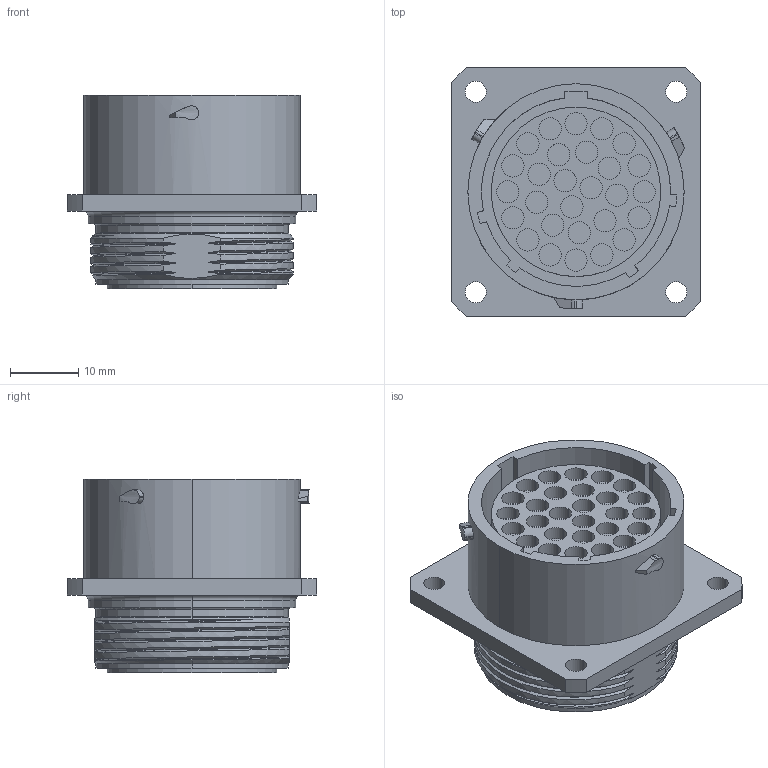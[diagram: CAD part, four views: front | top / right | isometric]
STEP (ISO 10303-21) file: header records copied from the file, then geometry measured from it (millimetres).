
FILE_DESCRIPTION((''),'2;1');
FILE_NAME('UT002028S-CATA_SW_ASM','2010-12-03T',('Gsineau'),(''),'PRO/ENGINEER BY PARAMETRIC TECHNOLOGY CORPORATION, 2010140','PRO/ENGINEER BY PARAMETRIC TECHNOLOGY CORPORATION, 2010140','');
FILE_SCHEMA(('CONFIG_CONTROL_DESIGN'));
Length unit declared in the file: inch
Products named in the file (1): UT002028S-CATA_SW_ASM
Bounding box: 36.52 x 36.52 x 28.33 mm (x, y, z)
Volume: 18781.8 mm3; surface area: 8675 mm2
Topology: 1 solids, 1 shells, 310 faces, 717 edges, 474 vertices
Faces by surface type: cylinder 170, plane 99, bspline 30, torus 6, cone 5
Entity records: 11529 total; most frequent: CARTESIAN_POINT 4413, DIRECTION 1474, ORIENTED_EDGE 1434, EDGE_CURVE 717, AXIS2_PLACEMENT_3D 610, VERTEX_POINT 474, EDGE_LOOP 383, CIRCLE 329
